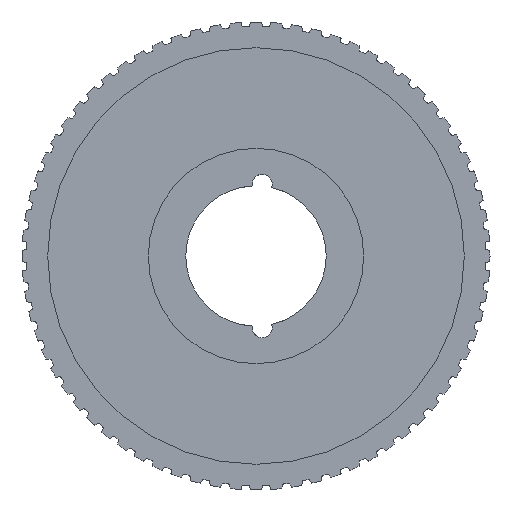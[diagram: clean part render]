
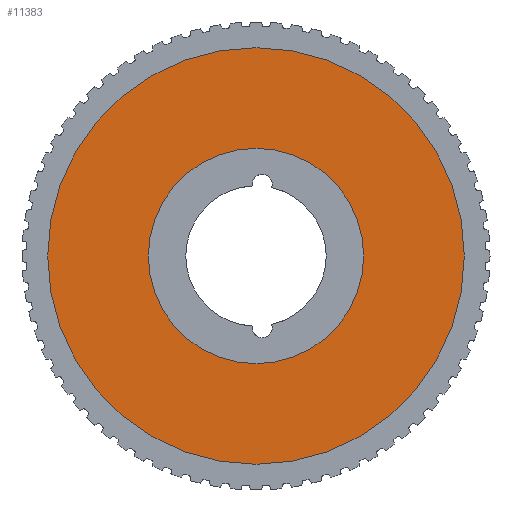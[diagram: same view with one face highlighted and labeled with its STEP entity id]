
A CAD part, left-side view. The second image highlights one B-rep face of the part: STEP entity #11383.
In plain terms, the highlighted planar face has unit normal (-1, 0, 0).
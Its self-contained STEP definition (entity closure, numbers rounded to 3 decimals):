
#141 = DIRECTION ( 'NONE',  ( 0., 0., 1. ) ) ;
#405 = CARTESIAN_POINT ( 'NONE',  ( 46.358, 124.785, 179.092 ) ) ;
#1290 = DIRECTION ( 'NONE',  ( -1., 0., 0. ) ) ;
#1713 = AXIS2_PLACEMENT_3D ( 'NONE', #14245, #17764, #19354 ) ;
#2791 = FACE_BOUND ( 'NONE', #21283, .T. ) ;
#4390 = AXIS2_PLACEMENT_3D ( 'NONE', #15048, #1290, #8171 ) ;
#5029 = VERTEX_POINT ( 'NONE', #18470 ) ;
#5502 = EDGE_CURVE ( 'NONE', #5029, #22105, #19653, .T. ) ;
#5536 = CARTESIAN_POINT ( 'NONE',  ( 46.358, 124.785, 179.092 ) ) ;
#6460 = CIRCLE ( 'NONE', #1713, 96.85 ) ;
#7127 = PLANE ( 'NONE',  #13779 ) ;
#8171 = DIRECTION ( 'NONE',  ( 0., 0., 1. ) ) ;
#8844 = ORIENTED_EDGE ( 'NONE', *, *, #5502, .T. ) ;
#8866 = DIRECTION ( 'NONE',  ( 0., 0., 1. ) ) ;
#9810 = ORIENTED_EDGE ( 'NONE', *, *, #11418, .F. ) ;
#10163 = ORIENTED_EDGE ( 'NONE', *, *, #21520, .T. ) ;
#11383 = ADVANCED_FACE ( 'NONE', ( #2791, #16578 ), #7127, .T. ) ;
#11418 = EDGE_CURVE ( 'NONE', #16021, #20183, #22315, .T. ) ;
#12457 = DIRECTION ( 'NONE',  ( 0., 0., 1. ) ) ;
#13344 = AXIS2_PLACEMENT_3D ( 'NONE', #405, #21230, #12457 ) ;
#13779 = AXIS2_PLACEMENT_3D ( 'NONE', #17652, #15673, #8866 ) ;
#14245 = CARTESIAN_POINT ( 'NONE',  ( 46.358, 124.785, 179.092 ) ) ;
#15048 = CARTESIAN_POINT ( 'NONE',  ( 46.358, 124.785, 179.092 ) ) ;
#15487 = EDGE_CURVE ( 'NONE', #20183, #16021, #21326, .T. ) ;
#15673 = DIRECTION ( 'NONE',  ( -1., 0., 0. ) ) ;
#16021 = VERTEX_POINT ( 'NONE', #20028 ) ;
#16578 = FACE_OUTER_BOUND ( 'NONE', #17442, .T. ) ;
#16986 = CARTESIAN_POINT ( 'NONE',  ( 46.358, 124.785, 229.142 ) ) ;
#17311 = ORIENTED_EDGE ( 'NONE', *, *, #15487, .F. ) ;
#17442 = EDGE_LOOP ( 'NONE', ( #8844, #10163 ) ) ;
#17652 = CARTESIAN_POINT ( 'NONE',  ( 46.358, 124.785, 179.092 ) ) ;
#17764 = DIRECTION ( 'NONE',  ( -1., 0., 0. ) ) ;
#17957 = CARTESIAN_POINT ( 'NONE',  ( 46.358, 124.785, 82.242 ) ) ;
#18470 = CARTESIAN_POINT ( 'NONE',  ( 46.358, 124.785, 275.942 ) ) ;
#19354 = DIRECTION ( 'NONE',  ( 0., 0., 1. ) ) ;
#19387 = DIRECTION ( 'NONE',  ( -1., 0., 0. ) ) ;
#19653 = CIRCLE ( 'NONE', #19813, 96.85 ) ;
#19813 = AXIS2_PLACEMENT_3D ( 'NONE', #5536, #19387, #141 ) ;
#20028 = CARTESIAN_POINT ( 'NONE',  ( 46.358, 124.785, 129.042 ) ) ;
#20183 = VERTEX_POINT ( 'NONE', #16986 ) ;
#21230 = DIRECTION ( 'NONE',  ( -1., 0., 0. ) ) ;
#21283 = EDGE_LOOP ( 'NONE', ( #17311, #9810 ) ) ;
#21326 = CIRCLE ( 'NONE', #4390, 50.05 ) ;
#21520 = EDGE_CURVE ( 'NONE', #22105, #5029, #6460, .T. ) ;
#22105 = VERTEX_POINT ( 'NONE', #17957 ) ;
#22315 = CIRCLE ( 'NONE', #13344, 50.05 ) ;
